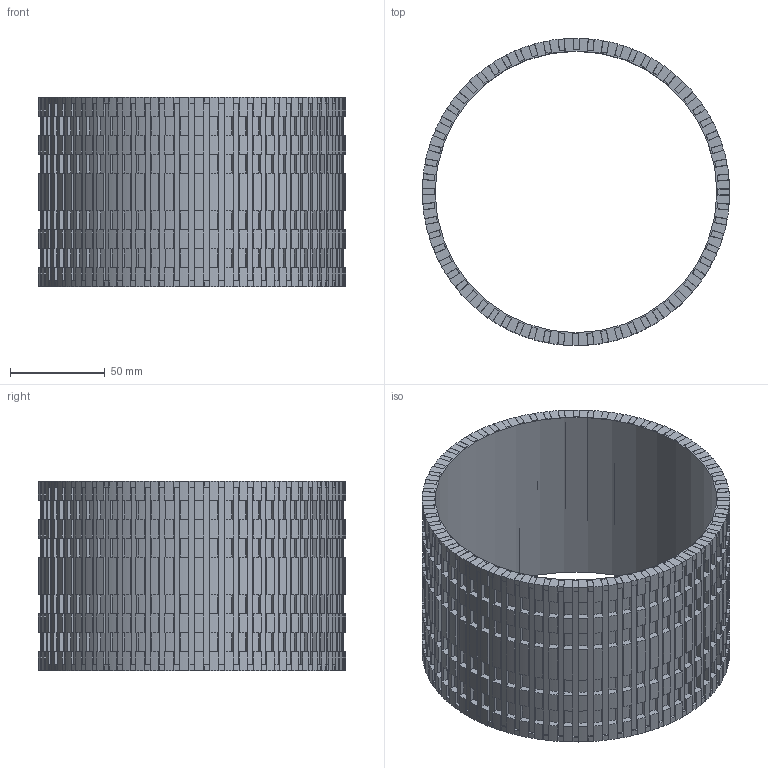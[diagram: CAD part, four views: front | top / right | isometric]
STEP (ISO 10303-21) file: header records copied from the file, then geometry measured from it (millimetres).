
FILE_DESCRIPTION(/* description */ (''),/* implementation_level */ '2;1');
FILE_NAME(/* name */ 'PET v1.step',/* time_stamp */ '2021-03-11T23:04:14+03:00',/* author */ (''),/* organization */ (''),/* preprocessor_version */ 'ST-DEVELOPER v18.1',/* originating_system */ 'Autodesk Translation Framework v9.10.0.1330',/* authorisation */ '');
FILE_SCHEMA (('AUTOMOTIVE_DESIGN { 1 0 10303 214 3 1 1 }'));
Length unit declared in the file: millimetre
Products named in the file (3): PET; Cember; Kristal
Assembly tree (2 placements, depth 2):
  PET
    Cember
    Kristal
Bounding box: 162.37 x 162.37 x 100 mm (x, y, z)
Volume: 264889.7 mm3; surface area: 277258.7 mm2
Topology: 65 solids, 65 shells, 1923 faces, 5379 edges, 3586 vertices
Faces by surface type: plane 1346, cylinder 577
Full cylindrical faces by diameter (mm): 148.8 x1
Entity records: 61667 total; most frequent: CARTESIAN_POINT 10893, ORIENTED_EDGE 10758, DIRECTION 10389, EDGE_CURVE 5379, LINE 4225, VECTOR 4225, VERTEX_POINT 3586, AXIS2_PLACEMENT_3D 3082
